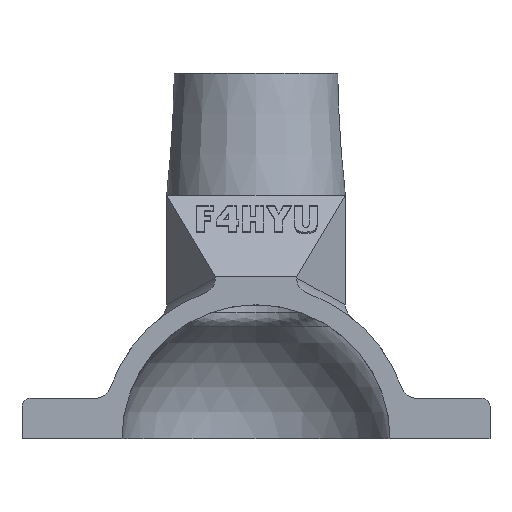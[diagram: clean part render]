
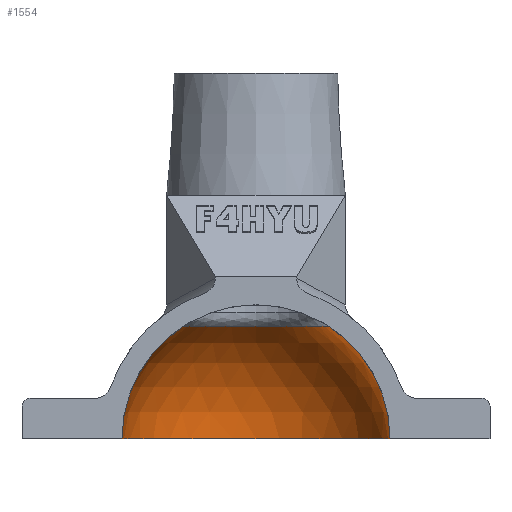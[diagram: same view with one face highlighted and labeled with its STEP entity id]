
A CAD part, left-side view. The second image highlights one B-rep face of the part: STEP entity #1554.
In plain terms, the highlighted spherical face has radius 16.5 mm.
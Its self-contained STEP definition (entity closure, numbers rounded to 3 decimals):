
#879 = SURFACE_OF_REVOLUTION('',#880,#885);
#880 = CIRCLE('',#881,2.);
#881 = AXIS2_PLACEMENT_3D('',#882,#883,#884);
#882 = CARTESIAN_POINT('',(0.,-10.,15.564));
#883 = DIRECTION('',(1.,0.,0.));
#884 = DIRECTION('',(0.,1.,0.));
#885 = AXIS1_PLACEMENT('',#886,#887);
#886 = CARTESIAN_POINT('',(0.,0.,0.));
#887 = DIRECTION('',(0.,0.,1.));
#1151 = EDGE_CURVE('',#1152,#1154,#1156,.T.);
#1152 = VERTEX_POINT('',#1153);
#1153 = CARTESIAN_POINT('',(0.,-8.919,
    13.882));
#1154 = VERTEX_POINT('',#1155);
#1155 = CARTESIAN_POINT('',(0.,8.919,
    13.882));
#1156 = SURFACE_CURVE('',#1157,(#1162,#1169),.PCURVE_S1.);
#1157 = CIRCLE('',#1158,8.919);
#1158 = AXIS2_PLACEMENT_3D('',#1159,#1160,#1161);
#1159 = CARTESIAN_POINT('',(0.,0.,13.882)
  );
#1160 = DIRECTION('',(0.,0.,1.));
#1161 = DIRECTION('',(0.,-1.,0.));
#1162 = PCURVE('',#879,#1163);
#1163 = DEFINITIONAL_REPRESENTATION('',(#1164),#1168);
#1164 = LINE('',#1165,#1166);
#1165 = CARTESIAN_POINT('',(0.,5.283));
#1166 = VECTOR('',#1167,1.);
#1167 = DIRECTION('',(1.,0.));
#1168 = ( GEOMETRIC_REPRESENTATION_CONTEXT(2) 
PARAMETRIC_REPRESENTATION_CONTEXT() REPRESENTATION_CONTEXT('2D SPACE',''
  ) );
#1169 = PCURVE('',#1170,#1175);
#1170 = SPHERICAL_SURFACE('',#1171,16.5);
#1171 = AXIS2_PLACEMENT_3D('',#1172,#1173,#1174);
#1172 = CARTESIAN_POINT('',(0.,0.,0.));
#1173 = DIRECTION('',(0.,0.,-1.));
#1174 = DIRECTION('',(0.,-1.,0.));
#1175 = DEFINITIONAL_REPRESENTATION('',(#1176),#1180);
#1176 = LINE('',#1177,#1178);
#1177 = CARTESIAN_POINT('',(0.,-1.));
#1178 = VECTOR('',#1179,1.);
#1179 = DIRECTION('',(-1.,0.));
#1180 = ( GEOMETRIC_REPRESENTATION_CONTEXT(2) 
PARAMETRIC_REPRESENTATION_CONTEXT() REPRESENTATION_CONTEXT('2D SPACE',''
  ) );
#1242 = CYLINDRICAL_SURFACE('',#1243,16.5);
#1243 = AXIS2_PLACEMENT_3D('',#1244,#1245,#1246);
#1244 = CARTESIAN_POINT('',(0.,0.,0.));
#1245 = DIRECTION('',(1.,0.,0.));
#1246 = DIRECTION('',(0.,1.,0.));
#1302 = CYLINDRICAL_SURFACE('',#1303,16.5);
#1303 = AXIS2_PLACEMENT_3D('',#1304,#1305,#1306);
#1304 = CARTESIAN_POINT('',(0.,0.,0.));
#1305 = DIRECTION('',(1.,0.,0.));
#1306 = DIRECTION('',(0.,1.,0.));
#1554 = ADVANCED_FACE('',(#1555),#1170,.F.);
#1555 = FACE_BOUND('',#1556,.T.);
#1556 = EDGE_LOOP('',(#1557,#1558,#1582,#1615));
#1557 = ORIENTED_EDGE('',*,*,#1151,.T.);
#1558 = ORIENTED_EDGE('',*,*,#1559,.T.);
#1559 = EDGE_CURVE('',#1154,#1560,#1562,.T.);
#1560 = VERTEX_POINT('',#1561);
#1561 = CARTESIAN_POINT('',(0.,16.5,0.
    ));
#1562 = SURFACE_CURVE('',#1563,(#1568,#1575),.PCURVE_S1.);
#1563 = CIRCLE('',#1564,16.5);
#1564 = AXIS2_PLACEMENT_3D('',#1565,#1566,#1567);
#1565 = CARTESIAN_POINT('',(0.,0.,0.));
#1566 = DIRECTION('',(-1.,0.,0.));
#1567 = DIRECTION('',(0.,1.,0.));
#1568 = PCURVE('',#1170,#1569);
#1569 = DEFINITIONAL_REPRESENTATION('',(#1570),#1574);
#1570 = LINE('',#1571,#1572);
#1571 = CARTESIAN_POINT('',(-3.142,-6.283));
#1572 = VECTOR('',#1573,1.);
#1573 = DIRECTION('',(0.,1.));
#1574 = ( GEOMETRIC_REPRESENTATION_CONTEXT(2) 
PARAMETRIC_REPRESENTATION_CONTEXT() REPRESENTATION_CONTEXT('2D SPACE',''
  ) );
#1575 = PCURVE('',#1242,#1576);
#1576 = DEFINITIONAL_REPRESENTATION('',(#1577),#1581);
#1577 = LINE('',#1578,#1579);
#1578 = CARTESIAN_POINT('',(0.,0.));
#1579 = VECTOR('',#1580,1.);
#1580 = DIRECTION('',(-1.,0.));
#1581 = ( GEOMETRIC_REPRESENTATION_CONTEXT(2) 
PARAMETRIC_REPRESENTATION_CONTEXT() REPRESENTATION_CONTEXT('2D SPACE',''
  ) );
#1582 = ORIENTED_EDGE('',*,*,#1583,.F.);
#1583 = EDGE_CURVE('',#1584,#1560,#1586,.T.);
#1584 = VERTEX_POINT('',#1585);
#1585 = CARTESIAN_POINT('',(0.,-16.5,
    0.));
#1586 = SURFACE_CURVE('',#1587,(#1592,#1599),.PCURVE_S1.);
#1587 = CIRCLE('',#1588,16.5);
#1588 = AXIS2_PLACEMENT_3D('',#1589,#1590,#1591);
#1589 = CARTESIAN_POINT('',(0.,0.,
    0.));
#1590 = DIRECTION('',(0.,0.,1.));
#1591 = DIRECTION('',(0.,-1.,0.));
#1592 = PCURVE('',#1170,#1593);
#1593 = DEFINITIONAL_REPRESENTATION('',(#1594),#1598);
#1594 = LINE('',#1595,#1596);
#1595 = CARTESIAN_POINT('',(0.,0.));
#1596 = VECTOR('',#1597,1.);
#1597 = DIRECTION('',(-1.,0.));
#1598 = ( GEOMETRIC_REPRESENTATION_CONTEXT(2) 
PARAMETRIC_REPRESENTATION_CONTEXT() REPRESENTATION_CONTEXT('2D SPACE',''
  ) );
#1599 = PCURVE('',#1600,#1605);
#1600 = PLANE('',#1601);
#1601 = AXIS2_PLACEMENT_3D('',#1602,#1603,#1604);
#1602 = CARTESIAN_POINT('',(0.,0.,
    0.));
#1603 = DIRECTION('',(0.,0.,-1.));
#1604 = DIRECTION('',(0.,1.,0.));
#1605 = DEFINITIONAL_REPRESENTATION('',(#1606),#1614);
#1606 = ( BOUNDED_CURVE() B_SPLINE_CURVE(2,(#1607,#1608,#1609,#1610,
#1611,#1612,#1613),.UNSPECIFIED.,.T.,.F.) B_SPLINE_CURVE_WITH_KNOTS((1,2
    ,2,2,2,1),(-2.094,0.,2.094,4.189,
6.283,8.378),.UNSPECIFIED.) CURVE() 
GEOMETRIC_REPRESENTATION_ITEM() RATIONAL_B_SPLINE_CURVE((1.,0.5,1.,0.5,
1.,0.5,1.)) REPRESENTATION_ITEM('') );
#1607 = CARTESIAN_POINT('',(-16.5,0.));
#1608 = CARTESIAN_POINT('',(-16.5,28.579));
#1609 = CARTESIAN_POINT('',(8.25,14.289));
#1610 = CARTESIAN_POINT('',(33.,0.));
#1611 = CARTESIAN_POINT('',(8.25,-14.289));
#1612 = CARTESIAN_POINT('',(-16.5,-28.579));
#1613 = CARTESIAN_POINT('',(-16.5,0.));
#1614 = ( GEOMETRIC_REPRESENTATION_CONTEXT(2) 
PARAMETRIC_REPRESENTATION_CONTEXT() REPRESENTATION_CONTEXT('2D SPACE',''
  ) );
#1615 = ORIENTED_EDGE('',*,*,#1616,.T.);
#1616 = EDGE_CURVE('',#1584,#1152,#1617,.T.);
#1617 = SURFACE_CURVE('',#1618,(#1623,#1630),.PCURVE_S1.);
#1618 = CIRCLE('',#1619,16.5);
#1619 = AXIS2_PLACEMENT_3D('',#1620,#1621,#1622);
#1620 = CARTESIAN_POINT('',(0.,0.,0.));
#1621 = DIRECTION('',(-1.,0.,0.));
#1622 = DIRECTION('',(0.,1.,0.));
#1623 = PCURVE('',#1170,#1624);
#1624 = DEFINITIONAL_REPRESENTATION('',(#1625),#1629);
#1625 = LINE('',#1626,#1627);
#1626 = CARTESIAN_POINT('',(0.,3.142));
#1627 = VECTOR('',#1628,1.);
#1628 = DIRECTION('',(0.,-1.));
#1629 = ( GEOMETRIC_REPRESENTATION_CONTEXT(2) 
PARAMETRIC_REPRESENTATION_CONTEXT() REPRESENTATION_CONTEXT('2D SPACE',''
  ) );
#1630 = PCURVE('',#1302,#1631);
#1631 = DEFINITIONAL_REPRESENTATION('',(#1632),#1636);
#1632 = LINE('',#1633,#1634);
#1633 = CARTESIAN_POINT('',(0.,0.));
#1634 = VECTOR('',#1635,1.);
#1635 = DIRECTION('',(-1.,0.));
#1636 = ( GEOMETRIC_REPRESENTATION_CONTEXT(2) 
PARAMETRIC_REPRESENTATION_CONTEXT() REPRESENTATION_CONTEXT('2D SPACE',''
  ) );
